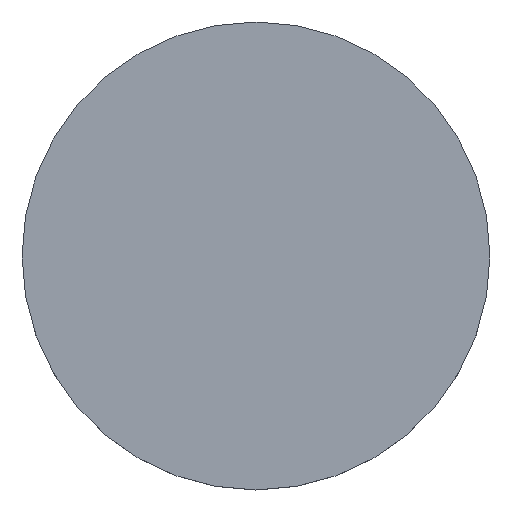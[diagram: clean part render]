
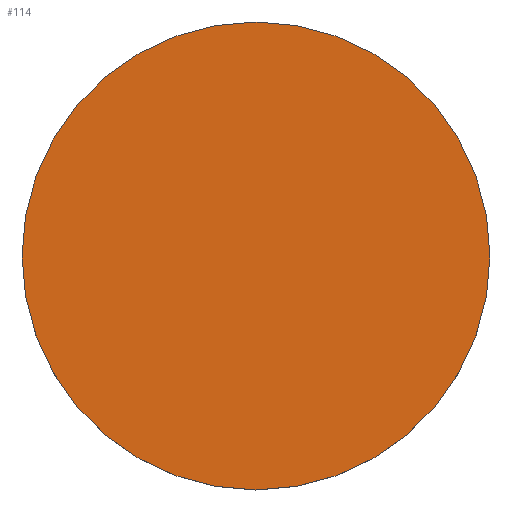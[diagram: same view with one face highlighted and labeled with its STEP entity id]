
A CAD part, top view. The second image highlights one B-rep face of the part: STEP entity #114.
In plain terms, the highlighted planar face has unit normal (0, 0, 1).
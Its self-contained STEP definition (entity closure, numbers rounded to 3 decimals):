
#11 = ORIENTED_EDGE ( 'NONE', *, *, #227, .F. ) ;
#15 = CARTESIAN_POINT ( 'NONE',  ( -25.4, 0., 6. ) ) ;
#18 = DIRECTION ( 'NONE',  ( 1., 0., 0. ) ) ;
#24 = DIRECTION ( 'NONE',  ( 1., 0., 0. ) ) ;
#30 = VERTEX_POINT ( 'NONE', #15 ) ;
#38 = CARTESIAN_POINT ( 'NONE',  ( 0., 52.02, 6. ) ) ;
#39 = AXIS2_PLACEMENT_3D ( 'NONE', #61, #154, #24 ) ;
#56 = CARTESIAN_POINT ( 'NONE',  ( 0., 0., 6. ) ) ;
#61 = CARTESIAN_POINT ( 'NONE',  ( 0., 0., 6. ) ) ;
#65 = ORIENTED_EDGE ( 'NONE', *, *, #149, .F. ) ;
#77 = DIRECTION ( 'NONE',  ( 0., 0., -1. ) ) ;
#93 = DIRECTION ( 'NONE',  ( 1., 0., 0. ) ) ;
#98 = CIRCLE ( 'NONE', #206, 25.4 ) ;
#110 = PLANE ( 'NONE',  #194 ) ;
#114 = ADVANCED_FACE ( 'NONE', ( #159 ), #110, .T. ) ;
#126 = EDGE_LOOP ( 'NONE', ( #65, #11 ) ) ;
#127 = DIRECTION ( 'NONE',  ( 0., 0., 1. ) ) ;
#149 = EDGE_CURVE ( 'NONE', #150, #30, #98, .T. ) ;
#150 = VERTEX_POINT ( 'NONE', #171 ) ;
#154 = DIRECTION ( 'NONE',  ( 0., 0., -1. ) ) ;
#159 = FACE_OUTER_BOUND ( 'NONE', #126, .T. ) ;
#171 = CARTESIAN_POINT ( 'NONE',  ( 25.4, 0., 6. ) ) ;
#193 = CIRCLE ( 'NONE', #39, 25.4 ) ;
#194 = AXIS2_PLACEMENT_3D ( 'NONE', #38, #127, #18 ) ;
#206 = AXIS2_PLACEMENT_3D ( 'NONE', #56, #77, #93 ) ;
#227 = EDGE_CURVE ( 'NONE', #30, #150, #193, .T. ) ;
